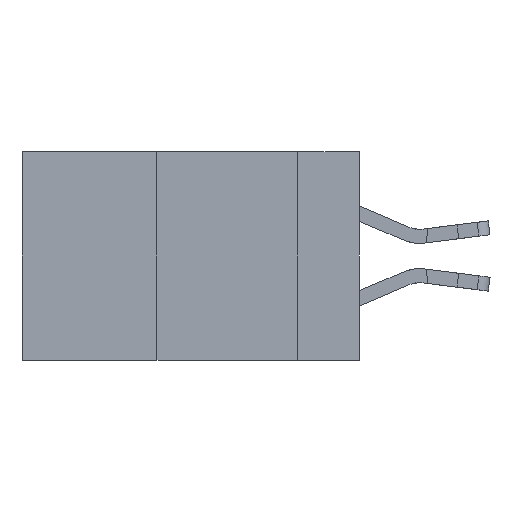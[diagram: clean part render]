
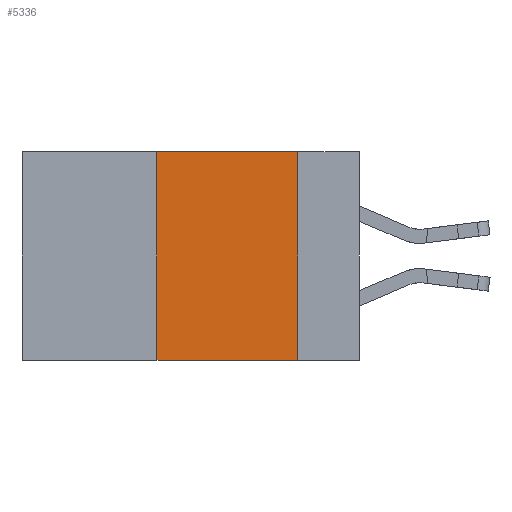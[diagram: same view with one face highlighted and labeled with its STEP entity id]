
A CAD part, left-side view. The second image highlights one B-rep face of the part: STEP entity #5336.
In plain terms, the highlighted planar face has unit normal (-1, 0, 0).
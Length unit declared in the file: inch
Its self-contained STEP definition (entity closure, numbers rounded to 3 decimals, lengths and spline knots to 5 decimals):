
#49 = CARTESIAN_POINT ( 'NONE',  ( 0., 0.36, 0. ) ) ;
#3123 = AXIS2_PLACEMENT_3D ( 'NONE', #10863, #15108, #6889 ) ;
#3226 = CARTESIAN_POINT ( 'NONE',  ( 0., 0.11, -0.37 ) ) ;
#4655 = ORIENTED_EDGE ( 'NONE', *, *, #20757, .T. ) ;
#4897 = VECTOR ( 'NONE', #7176, 39.37008 ) ;
#5336 = ADVANCED_FACE ( 'NONE', ( #25567 ), #14748, .F. ) ;
#5411 = EDGE_LOOP ( 'NONE', ( #21546, #23637, #11016, #4655 ) ) ;
#6663 = VECTOR ( 'NONE', #15096, 39.37008 ) ;
#6889 = DIRECTION ( 'NONE',  ( 0., 0., -1. ) ) ;
#6970 = VERTEX_POINT ( 'NONE', #11348 ) ;
#7176 = DIRECTION ( 'NONE',  ( 0., -1., 0. ) ) ;
#9455 = VECTOR ( 'NONE', #11930, 39.37008 ) ;
#9609 = DIRECTION ( 'NONE',  ( 0., 0., -1. ) ) ;
#10863 = CARTESIAN_POINT ( 'NONE',  ( 0., 0.6, 0. ) ) ;
#11016 = ORIENTED_EDGE ( 'NONE', *, *, #21865, .F. ) ;
#11348 = CARTESIAN_POINT ( 'NONE',  ( 0., 0.36, -0.37 ) ) ;
#11812 = VERTEX_POINT ( 'NONE', #49 ) ;
#11930 = DIRECTION ( 'NONE',  ( 0., 0., 1. ) ) ;
#12013 = VERTEX_POINT ( 'NONE', #3226 ) ;
#12134 = VERTEX_POINT ( 'NONE', #15793 ) ;
#12290 = EDGE_CURVE ( 'NONE', #11812, #12134, #21063, .T. ) ;
#13651 = LINE ( 'NONE', #23187, #6663 ) ;
#13910 = LINE ( 'NONE', #19807, #9455 ) ;
#14271 = VECTOR ( 'NONE', #9609, 39.37008 ) ;
#14748 = PLANE ( 'NONE',  #3123 ) ;
#15096 = DIRECTION ( 'NONE',  ( 0., -1., 0. ) ) ;
#15108 = DIRECTION ( 'NONE',  ( 1., 0., 0. ) ) ;
#15528 = CARTESIAN_POINT ( 'NONE',  ( 0., 0.11, 0. ) ) ;
#15793 = CARTESIAN_POINT ( 'NONE',  ( 0., 0.11, 0. ) ) ;
#16486 = LINE ( 'NONE', #15528, #14271 ) ;
#19307 = CARTESIAN_POINT ( 'NONE',  ( 0., 0.6, 0. ) ) ;
#19807 = CARTESIAN_POINT ( 'NONE',  ( 0., 0.36, 0. ) ) ;
#19821 = EDGE_CURVE ( 'NONE', #12134, #12013, #16486, .T. ) ;
#20757 = EDGE_CURVE ( 'NONE', #6970, #12013, #13651, .T. ) ;
#21063 = LINE ( 'NONE', #19307, #4897 ) ;
#21546 = ORIENTED_EDGE ( 'NONE', *, *, #19821, .F. ) ;
#21865 = EDGE_CURVE ( 'NONE', #6970, #11812, #13910, .T. ) ;
#23187 = CARTESIAN_POINT ( 'NONE',  ( 0., 0.6, -0.37 ) ) ;
#23637 = ORIENTED_EDGE ( 'NONE', *, *, #12290, .F. ) ;
#25567 = FACE_OUTER_BOUND ( 'NONE', #5411, .T. ) ;
